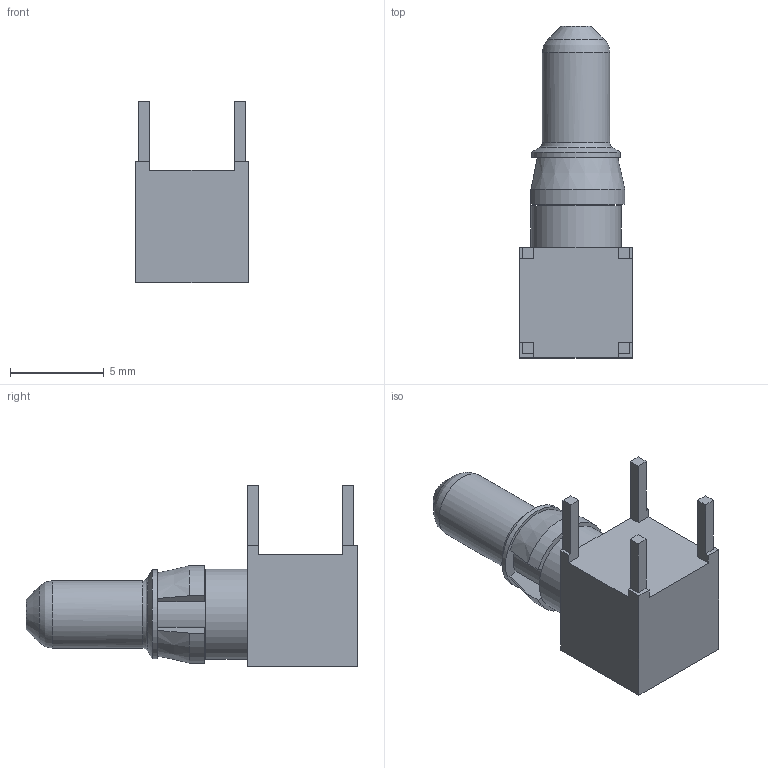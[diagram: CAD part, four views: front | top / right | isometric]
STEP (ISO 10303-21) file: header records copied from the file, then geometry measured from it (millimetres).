
FILE_DESCRIPTION(/* description */ (''),/* implementation_level */ '2;1');
FILE_NAME(/* name */ '100120368ugm000_b.stp',/* time_stamp */ '2013-11-21T10:24:33+01:00',/* author */ (''),/* organization */ (''),/* preprocessor_version */ 'ST-DEVELOPER v15',/* originating_system */ 'SIEMENS PLM Software NX 8.5',/* authorisation */ '');
FILE_SCHEMA (('AUTOMOTIVE_DESIGN { 1 0 10303 214 3 1 1 1 }'));
Length unit declared in the file: millimetre
Products named in the file (1): 100120368ugm000_b
Bounding box: 6 x 17.7 x 9.7 mm (x, y, z)
Volume: 374.1 mm3; surface area: 424.1 mm2
Topology: 1 solids, 1 shells, 45 faces, 119 edges, 79 vertices
Faces by surface type: plane 35, cylinder 5, cone 3, bspline 2
Full cylindrical faces by diameter (mm): 3.6 x2, 4.75 x1, 4.8 x1
Entity records: 1477 total; most frequent: CARTESIAN_POINT 384, ORIENTED_EDGE 214, DIRECTION 210, EDGE_CURVE 107, LINE 88, VECTOR 88, VERTEX_POINT 76, AXIS2_PLACEMENT_3D 61
